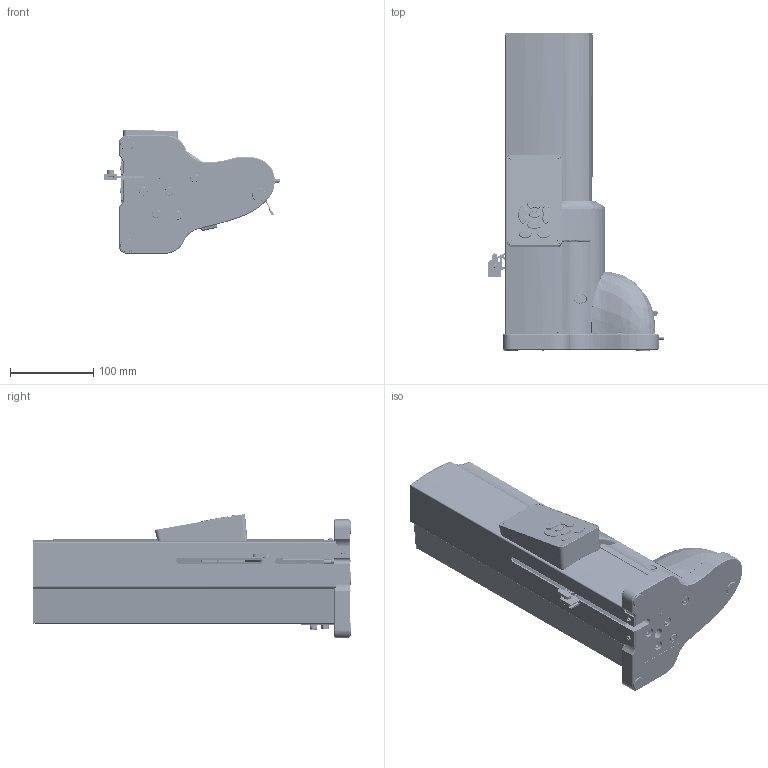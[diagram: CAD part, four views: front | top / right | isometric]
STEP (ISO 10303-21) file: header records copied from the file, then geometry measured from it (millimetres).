
FILE_DESCRIPTION((''),'2;1');
FILE_NAME('HI_CAL_150_3D_CLIENT','2022-11-22T11:17:16',('mha'),('Sylvac SA'),'CREO PARAMETRIC BY PTC INC, 2022244','CREO PARAMETRIC BY PTC INC, 2022244','');
FILE_SCHEMA(('CONFIG_CONTROL_DESIGN'));
Products named in the file (1): HI_CAL_150_3D_CLIENT
Bounding box: 210.35 x 381 x 148.35 mm (x, y, z)
Volume: 801690.3 mm3; surface area: 516124.7 mm2
Topology: 14 solids, 14 shells, 6815 faces, 18628 edges, 11783 vertices
Faces by surface type: plane 3937, cylinder 1923, bspline 326, cone 271, sphere 199, torus 129, extrusion 30
Entity records: 281990 total; most frequent: CARTESIAN_POINT 110588, ORIENTED_EDGE 36904, DIRECTION 34016, EDGE_CURVE 18452, VECTOR 12468, LINE 12438, VERTEX_POINT 11783, AXIS2_PLACEMENT_3D 10774
